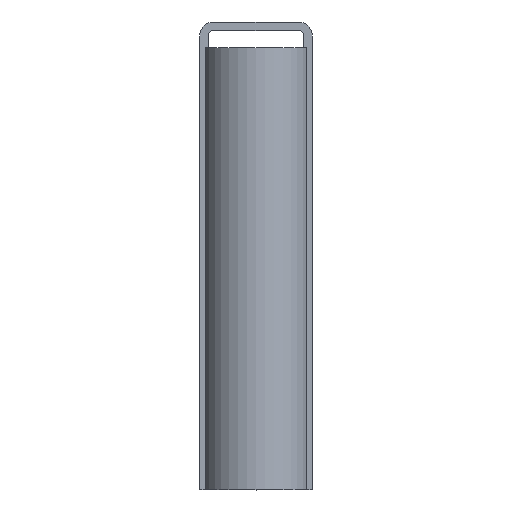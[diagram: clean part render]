
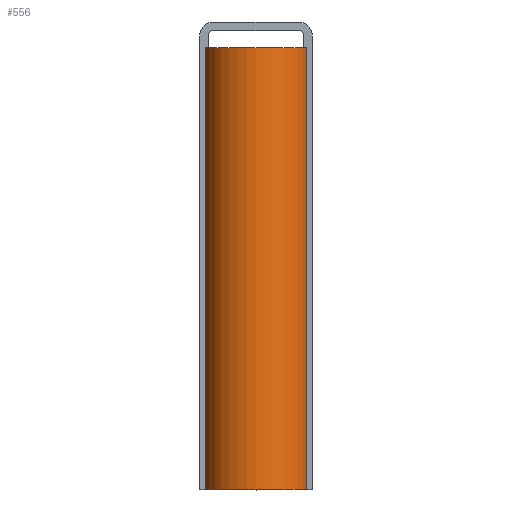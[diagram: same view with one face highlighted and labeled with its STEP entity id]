
A CAD part, top view. The second image highlights one B-rep face of the part: STEP entity #556.
In plain terms, the highlighted cylindrical face has radius 11.5 mm (diameter 23 mm), a partial arc.
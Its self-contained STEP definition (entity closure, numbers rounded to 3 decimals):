
#171 = VERTEX_POINT('',#172);
#172 = CARTESIAN_POINT('',(10.782,0.,4.));
#178 = EDGE_CURVE('',#171,#179,#181,.T.);
#179 = VERTEX_POINT('',#180);
#180 = CARTESIAN_POINT('',(-10.782,0.,4.));
#181 = CIRCLE('',#182,11.5);
#182 = AXIS2_PLACEMENT_3D('',#183,#184,#185);
#183 = CARTESIAN_POINT('',(0.,0.,
    0.));
#184 = DIRECTION('',(0.,-1.,0.));
#185 = DIRECTION('',(1.,0.,0.));
#249 = VERTEX_POINT('',#250);
#250 = CARTESIAN_POINT('',(10.782,94.,4.));
#256 = EDGE_CURVE('',#249,#257,#259,.T.);
#257 = VERTEX_POINT('',#258);
#258 = CARTESIAN_POINT('',(-10.782,94.,4.));
#259 = CIRCLE('',#260,11.5);
#260 = AXIS2_PLACEMENT_3D('',#261,#262,#263);
#261 = CARTESIAN_POINT('',(0.,94.,0.)
  );
#262 = DIRECTION('',(0.,-1.,0.));
#263 = DIRECTION('',(1.,0.,0.));
#533 = EDGE_CURVE('',#249,#171,#534,.T.);
#534 = LINE('',#535,#536);
#535 = CARTESIAN_POINT('',(10.782,0.,4.));
#536 = VECTOR('',#537,1.);
#537 = DIRECTION('',(0.,-1.,0.));
#546 = EDGE_CURVE('',#257,#179,#547,.T.);
#547 = LINE('',#548,#549);
#548 = CARTESIAN_POINT('',(-10.782,0.,4.));
#549 = VECTOR('',#550,1.);
#550 = DIRECTION('',(0.,-1.,0.));
#556 = ADVANCED_FACE('',(#557),#563,.T.);
#557 = FACE_BOUND('',#558,.T.);
#558 = EDGE_LOOP('',(#559,#560,#561,#562));
#559 = ORIENTED_EDGE('',*,*,#178,.F.);
#560 = ORIENTED_EDGE('',*,*,#533,.F.);
#561 = ORIENTED_EDGE('',*,*,#256,.T.);
#562 = ORIENTED_EDGE('',*,*,#546,.T.);
#563 = CYLINDRICAL_SURFACE('',#564,11.5);
#564 = AXIS2_PLACEMENT_3D('',#565,#566,#567);
#565 = CARTESIAN_POINT('',(0.,0.,
    0.));
#566 = DIRECTION('',(0.,-1.,0.));
#567 = DIRECTION('',(1.,0.,0.));
